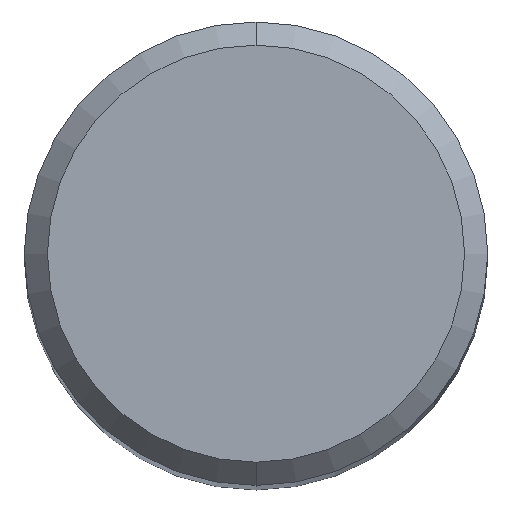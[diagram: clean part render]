
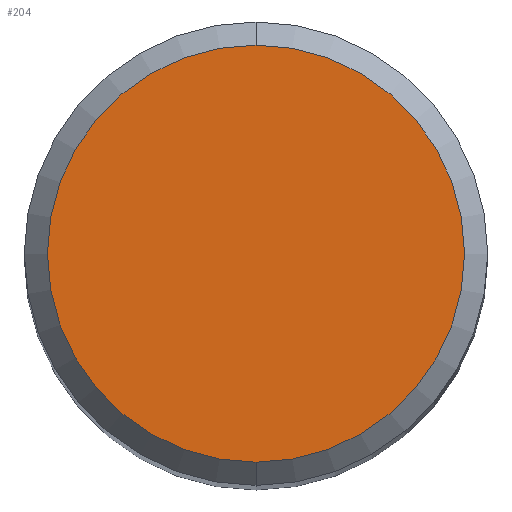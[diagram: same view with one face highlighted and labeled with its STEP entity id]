
A CAD part, top view. The second image highlights one B-rep face of the part: STEP entity #204.
In plain terms, the highlighted planar face has unit normal (0, 0, 1).
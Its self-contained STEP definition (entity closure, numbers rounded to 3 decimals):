
#204=ADVANCED_FACE('',(#508),#509,.T.);
#206=EDGE_CURVE('',#210,#360,#511,.T.);
#210=VERTEX_POINT('',#516);
#254=EDGE_CURVE('',#360,#210,#565,.T.);
#360=VERTEX_POINT('',#683);
#508=FACE_OUTER_BOUND('',#858,.T.);
#509=PLANE('',#859);
#511=CIRCLE('',#862,4.5);
#516=CARTESIAN_POINT('',(0.,-4.5,0.0));
#565=CIRCLE('',#995,4.5);
#683=CARTESIAN_POINT('',(0.0,4.5,0.0));
#858=EDGE_LOOP('',(#1490,#1491));
#859=AXIS2_PLACEMENT_3D('',#1492,#1493,#1494);
#862=AXIS2_PLACEMENT_3D('',#1495,#1496,#1497);
#995=AXIS2_PLACEMENT_3D('',#1544,#1545,#1546);
#1490=ORIENTED_EDGE('',*,*,#254,.F.);
#1491=ORIENTED_EDGE('',*,*,#206,.F.);
#1492=CARTESIAN_POINT('',(0.0,2.25,0.0));
#1493=DIRECTION('',(-0.0,0.0,1.0));
#1494=DIRECTION('',(0.0,-1.0,0.0));
#1495=CARTESIAN_POINT('',(0.0,0.0,0.0));
#1496=DIRECTION('',(0.0,0.0,-1.0));
#1497=DIRECTION('',(0.0,1.0,0.0));
#1544=CARTESIAN_POINT('',(0.0,0.0,0.0));
#1545=DIRECTION('',(0.0,0.0,-1.0));
#1546=DIRECTION('',(0.0,1.0,0.0));
